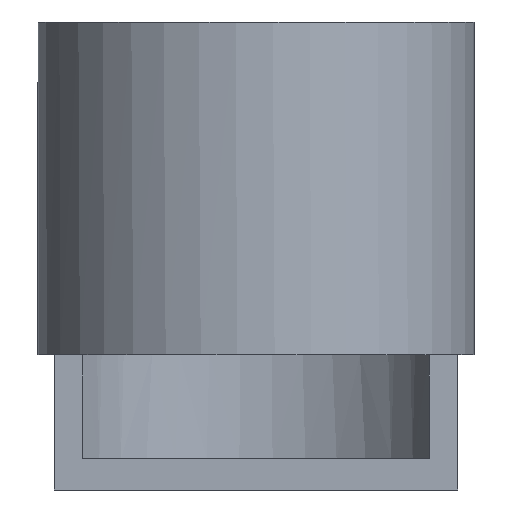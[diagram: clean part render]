
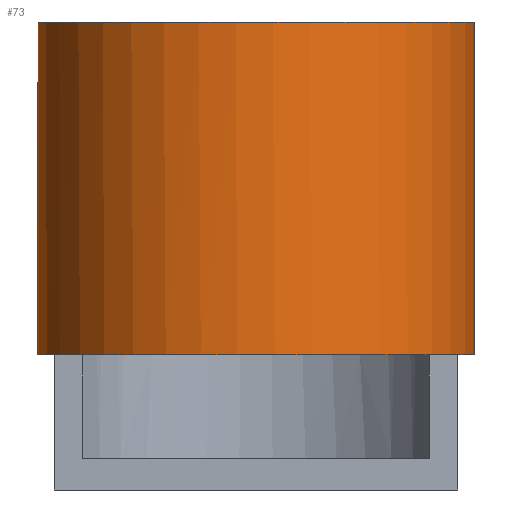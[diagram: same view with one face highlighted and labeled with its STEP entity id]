
A CAD part, left-side view. The second image highlights one B-rep face of the part: STEP entity #73.
In plain terms, the highlighted cylindrical face has radius 21 mm (diameter 42 mm), a full revolution.
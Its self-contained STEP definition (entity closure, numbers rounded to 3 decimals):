
#73=ADVANCED_FACE('',(#346,#348),#350,.T.);
#346=FACE_BOUND('',#347,.T.);
#347=EDGE_LOOP('',(#695,#696,#697,#698,#699,#700,#701));
#348=FACE_BOUND('',#349,.T.);
#349=EDGE_LOOP('',(#702,#703,#704,#705,#706));
#350=CYLINDRICAL_SURFACE('',#351,21.);
#351=AXIS2_PLACEMENT_3D('',#352,#353,#354);
#352=CARTESIAN_POINT('',(0.,0.,0.));
#353=DIRECTION('',(0.,0.,-1.));
#354=DIRECTION('',(1.,0.,0.));
#695=ORIENTED_EDGE('',*,*,#825,.T.);
#696=ORIENTED_EDGE('',*,*,#854,.F.);
#697=ORIENTED_EDGE('',*,*,#855,.F.);
#698=ORIENTED_EDGE('',*,*,#795,.T.);
#699=ORIENTED_EDGE('',*,*,#843,.F.);
#700=ORIENTED_EDGE('',*,*,#856,.F.);
#701=ORIENTED_EDGE('',*,*,#826,.T.);
#702=ORIENTED_EDGE('',*,*,#857,.F.);
#703=ORIENTED_EDGE('',*,*,#810,.T.);
#704=ORIENTED_EDGE('',*,*,#808,.T.);
#705=ORIENTED_EDGE('',*,*,#812,.T.);
#706=ORIENTED_EDGE('',*,*,#858,.F.);
#795=EDGE_CURVE('',#922,#920,#923,.T.);
#808=EDGE_CURVE('',#947,#945,#948,.F.);
#810=EDGE_CURVE('',#950,#947,#951,.F.);
#812=EDGE_CURVE('',#945,#952,#954,.T.);
#825=EDGE_CURVE('',#978,#957,#979,.T.);
#826=EDGE_CURVE('',#980,#978,#981,.T.);
#843=EDGE_CURVE('',#1010,#920,#1011,.F.);
#854=EDGE_CURVE('',#1031,#957,#1032,.F.);
#855=EDGE_CURVE('',#922,#1031,#1033,.T.);
#856=EDGE_CURVE('',#980,#1010,#1034,.F.);
#857=EDGE_CURVE('',#950,#1035,#1036,.T.);
#858=EDGE_CURVE('',#1035,#952,#1037,.T.);
#920=VERTEX_POINT('',#1179);
#922=VERTEX_POINT('',#1183);
#923=CIRCLE('',#1184,21.);
#945=VERTEX_POINT('',#1240);
#947=VERTEX_POINT('',#1244);
#948=CIRCLE('',#1245,21.);
#950=VERTEX_POINT('',#1252);
#951=LINE('',#1253,#1254);
#952=VERTEX_POINT('',#1256);
#954=LINE('',#1260,#1261);
#957=VERTEX_POINT('',#1267);
#978=VERTEX_POINT('',#1319);
#979=CIRCLE('',#1320,21.);
#980=VERTEX_POINT('',#1324);
#981=CIRCLE('',#1325,21.);
#1010=VERTEX_POINT('',#1398);
#1011=LINE('',#1399,#1400);
#1031=VERTEX_POINT('',#1477);
#1032=CIRCLE('',#1478,21.);
#1033=LINE('',#1482,#1483);
#1034=CIRCLE('',#1485,21.);
#1035=VERTEX_POINT('',#1489);
#1036=CIRCLE('',#1490,21.);
#1037=CIRCLE('',#1494,21.);
#1179=CARTESIAN_POINT('',(16.704,12.727,-1.));
#1183=CARTESIAN_POINT('',(16.492,-13.,-1.));
#1184=AXIS2_PLACEMENT_3D('',#1185,#1186,#1187);
#1185=CARTESIAN_POINT('',(0.,0.,-1.));
#1186=DIRECTION('',(0.,0.,-1.));
#1187=DIRECTION('',(0.785,-0.619,0.));
#1240=CARTESIAN_POINT('',(8.,-19.416,-33.));
#1244=CARTESIAN_POINT('',(8.,19.416,-33.));
#1245=AXIS2_PLACEMENT_3D('',#1246,#1247,#1248);
#1246=CARTESIAN_POINT('',(0.,0.,-33.));
#1247=DIRECTION('',(0.,0.,-1.));
#1248=DIRECTION('',(0.381,-0.925,0.));
#1252=CARTESIAN_POINT('',(8.,19.416,-46.));
#1253=CARTESIAN_POINT('',(8.,19.416,-33.));
#1254=VECTOR('',#1255,1.);
#1255=DIRECTION('',(0.,0.,-1.));
#1256=CARTESIAN_POINT('',(8.,-19.416,-46.));
#1260=CARTESIAN_POINT('',(8.,-19.416,-33.));
#1261=VECTOR('',#1262,1.);
#1262=DIRECTION('',(0.,0.,-1.));
#1267=CARTESIAN_POINT('',(18.466,-10.,-33.));
#1319=CARTESIAN_POINT('',(21.,0.,-33.));
#1320=AXIS2_PLACEMENT_3D('',#1321,#1322,#1323);
#1321=CARTESIAN_POINT('',(0.,0.,-33.));
#1322=DIRECTION('',(0.,0.,-1.));
#1323=DIRECTION('',(1.,0.,0.));
#1324=CARTESIAN_POINT('',(18.466,10.,-33.));
#1325=AXIS2_PLACEMENT_3D('',#1326,#1327,#1328);
#1326=CARTESIAN_POINT('',(0.,0.,-33.));
#1327=DIRECTION('',(0.,0.,-1.));
#1328=DIRECTION('',(0.879,0.476,0.));
#1398=CARTESIAN_POINT('',(16.704,12.727,-33.));
#1399=CARTESIAN_POINT('',(16.704,12.727,-1.));
#1400=VECTOR('',#1401,1.);
#1401=DIRECTION('',(0.,0.,-1.));
#1477=CARTESIAN_POINT('',(16.492,-13.,-33.));
#1478=AXIS2_PLACEMENT_3D('',#1479,#1480,#1481);
#1479=CARTESIAN_POINT('',(0.,0.,-33.));
#1480=DIRECTION('',(0.,0.,-1.));
#1481=DIRECTION('',(0.879,-0.476,0.));
#1482=CARTESIAN_POINT('',(16.492,-13.,-1.));
#1483=VECTOR('',#1484,1.);
#1484=DIRECTION('',(0.,0.,-1.));
#1485=AXIS2_PLACEMENT_3D('',#1486,#1487,#1488);
#1486=CARTESIAN_POINT('',(0.,0.,-33.));
#1487=DIRECTION('',(0.,0.,-1.));
#1488=DIRECTION('',(0.795,0.606,0.));
#1489=CARTESIAN_POINT('',(21.,0.,-46.));
#1490=AXIS2_PLACEMENT_3D('',#1491,#1492,#1493);
#1491=CARTESIAN_POINT('',(0.,0.,-46.));
#1492=DIRECTION('',(0.,0.,-1.));
#1493=DIRECTION('',(0.381,0.925,0.));
#1494=AXIS2_PLACEMENT_3D('',#1495,#1496,#1497);
#1495=CARTESIAN_POINT('',(0.,0.,-46.));
#1496=DIRECTION('',(0.,0.,-1.));
#1497=DIRECTION('',(1.,0.,0.));
